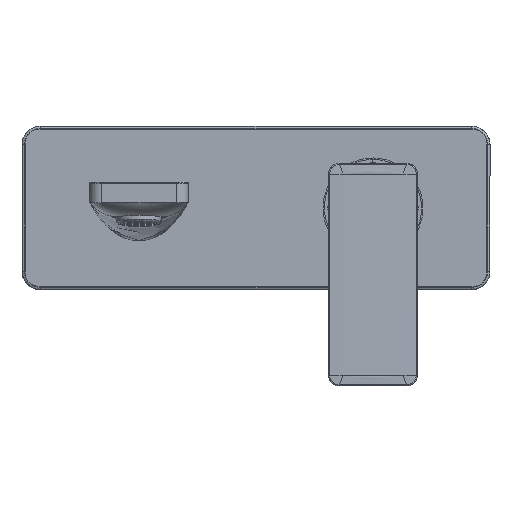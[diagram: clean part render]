
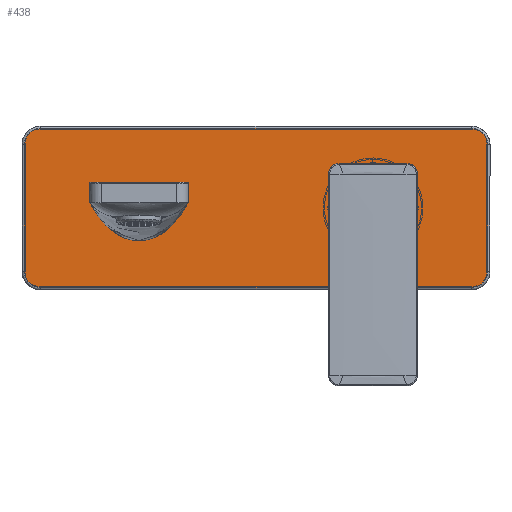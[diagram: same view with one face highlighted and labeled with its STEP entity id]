
A CAD part, front view. The second image highlights one B-rep face of the part: STEP entity #438.
In plain terms, the highlighted face is planar.
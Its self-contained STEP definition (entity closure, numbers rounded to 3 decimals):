
#438=ADVANCED_FACE('',(#2116,#1977,#1978),#24288,.T.);
#1977=FACE_BOUND('',#3659,.T.);
#1978=FACE_BOUND('',#3660,.T.);
#2116=FACE_OUTER_BOUND('',#3658,.T.);
#3658=EDGE_LOOP('',(#5356,#5357,#5358,#5359,#5360,#5361,#5362,#5363));
#3659=EDGE_LOOP('',(#5364,#5365));
#3660=EDGE_LOOP('',(#5366,#5367));
#5356=ORIENTED_EDGE('',*,*,#13401,.T.);
#5357=ORIENTED_EDGE('',*,*,#13326,.T.);
#5358=ORIENTED_EDGE('',*,*,#13407,.T.);
#5359=ORIENTED_EDGE('',*,*,#13325,.T.);
#5360=ORIENTED_EDGE('',*,*,#13320,.F.);
#5361=ORIENTED_EDGE('',*,*,#13324,.T.);
#5362=ORIENTED_EDGE('',*,*,#13420,.T.);
#5363=ORIENTED_EDGE('',*,*,#13323,.T.);
#5364=ORIENTED_EDGE('',*,*,#13342,.T.);
#5365=ORIENTED_EDGE('',*,*,#13338,.T.);
#5366=ORIENTED_EDGE('',*,*,#13332,.T.);
#5367=ORIENTED_EDGE('',*,*,#13328,.T.);
#13320=EDGE_CURVE('',#21332,#21333,#17313,.T.);
#13323=EDGE_CURVE('',#21336,#21334,#17914,.T.);
#13324=EDGE_CURVE('',#21332,#21337,#17915,.T.);
#13325=EDGE_CURVE('',#21338,#21333,#17916,.T.);
#13326=EDGE_CURVE('',#21335,#21339,#17917,.T.);
#13328=EDGE_CURVE('',#21342,#21343,#17316,.T.);
#13332=EDGE_CURVE('',#21343,#21342,#17319,.T.);
#13338=EDGE_CURVE('',#21340,#21341,#17320,.T.);
#13342=EDGE_CURVE('',#21341,#21340,#17323,.T.);
#13401=EDGE_CURVE('',#21334,#21335,#17364,.T.);
#13407=EDGE_CURVE('',#21339,#21338,#17369,.T.);
#13420=EDGE_CURVE('',#21337,#21336,#17375,.T.);
#17313=(
BOUNDED_CURVE()
B_SPLINE_CURVE(2,(#28902,#28903,#28904),.UNSPECIFIED.,.F.,.F.)
B_SPLINE_CURVE_WITH_KNOTS((3,3),(-10.996,0.),.UNSPECIFIED.)
CURVE()
GEOMETRIC_REPRESENTATION_ITEM()
RATIONAL_B_SPLINE_CURVE((1.,0.707,1.))
REPRESENTATION_ITEM('')
);
#17316=(
BOUNDED_CURVE()
B_SPLINE_CURVE(2,(#28921,#28922,#28923,#28924,#28925),.UNSPECIFIED.,.F.,
 .F.)
B_SPLINE_CURVE_WITH_KNOTS((3,2,3),(0.,30.238,60.476),
 .UNSPECIFIED.)
CURVE()
GEOMETRIC_REPRESENTATION_ITEM()
RATIONAL_B_SPLINE_CURVE((1.,0.707,1.,0.707,1.))
REPRESENTATION_ITEM('')
);
#17319=(
BOUNDED_CURVE()
B_SPLINE_CURVE(2,(#28938,#28939,#28940,#28941,#28942),.UNSPECIFIED.,.F.,
 .F.)
B_SPLINE_CURVE_WITH_KNOTS((3,2,3),(0.,30.238,60.476),
 .UNSPECIFIED.)
CURVE()
GEOMETRIC_REPRESENTATION_ITEM()
RATIONAL_B_SPLINE_CURVE((1.,0.707,1.,0.707,1.))
REPRESENTATION_ITEM('')
);
#17320=(
BOUNDED_CURVE()
B_SPLINE_CURVE(2,(#28953,#28954,#28955,#28956,#28957),.UNSPECIFIED.,.F.,
 .F.)
B_SPLINE_CURVE_WITH_KNOTS((3,2,3),(0.,11.938,23.876),
 .UNSPECIFIED.)
CURVE()
GEOMETRIC_REPRESENTATION_ITEM()
RATIONAL_B_SPLINE_CURVE((1.,0.707,1.,0.707,1.))
REPRESENTATION_ITEM('')
);
#17323=(
BOUNDED_CURVE()
B_SPLINE_CURVE(2,(#28970,#28971,#28972,#28973,#28974),.UNSPECIFIED.,.F.,
 .F.)
B_SPLINE_CURVE_WITH_KNOTS((3,2,3),(0.,11.938,23.876),
 .UNSPECIFIED.)
CURVE()
GEOMETRIC_REPRESENTATION_ITEM()
RATIONAL_B_SPLINE_CURVE((1.,0.707,1.,0.707,1.))
REPRESENTATION_ITEM('')
);
#17364=(
BOUNDED_CURVE()
B_SPLINE_CURVE(2,(#29163,#29164,#29165),.UNSPECIFIED.,.F.,.F.)
B_SPLINE_CURVE_WITH_KNOTS((3,3),(0.,10.996),.UNSPECIFIED.)
CURVE()
GEOMETRIC_REPRESENTATION_ITEM()
RATIONAL_B_SPLINE_CURVE((1.,0.707,1.))
REPRESENTATION_ITEM('')
);
#17369=(
BOUNDED_CURVE()
B_SPLINE_CURVE(2,(#29180,#29181,#29182),.UNSPECIFIED.,.F.,.F.)
B_SPLINE_CURVE_WITH_KNOTS((3,3),(0.,10.996),.UNSPECIFIED.)
CURVE()
GEOMETRIC_REPRESENTATION_ITEM()
RATIONAL_B_SPLINE_CURVE((1.,0.707,1.))
REPRESENTATION_ITEM('')
);
#17375=(
BOUNDED_CURVE()
B_SPLINE_CURVE(2,(#29212,#29213,#29214),.UNSPECIFIED.,.F.,.F.)
B_SPLINE_CURVE_WITH_KNOTS((3,3),(0.,10.996),.UNSPECIFIED.)
CURVE()
GEOMETRIC_REPRESENTATION_ITEM()
RATIONAL_B_SPLINE_CURVE((1.,0.707,1.))
REPRESENTATION_ITEM('')
);
#17914=B_SPLINE_CURVE_WITH_KNOTS('',1,(#28911,#28912),.UNSPECIFIED.,.F.,
 .F.,(2,2),(-184.,0.),.UNSPECIFIED.);
#17915=B_SPLINE_CURVE_WITH_KNOTS('',1,(#28913,#28914),.UNSPECIFIED.,.F.,
 .F.,(2,2),(-54.,0.),.UNSPECIFIED.);
#17916=B_SPLINE_CURVE_WITH_KNOTS('',1,(#28915,#28916),.UNSPECIFIED.,.F.,
 .F.,(2,2),(-184.,0.),.UNSPECIFIED.);
#17917=B_SPLINE_CURVE_WITH_KNOTS('',1,(#28917,#28918),.UNSPECIFIED.,.F.,
 .F.,(2,2),(-54.,0.),.UNSPECIFIED.);
#21332=VERTEX_POINT('',#28822);
#21333=VERTEX_POINT('',#28823);
#21334=VERTEX_POINT('',#28824);
#21335=VERTEX_POINT('',#28825);
#21336=VERTEX_POINT('',#28826);
#21337=VERTEX_POINT('',#28827);
#21338=VERTEX_POINT('',#28828);
#21339=VERTEX_POINT('',#28829);
#21340=VERTEX_POINT('',#28830);
#21341=VERTEX_POINT('',#28831);
#21342=VERTEX_POINT('',#28832);
#21343=VERTEX_POINT('',#28833);
#24288=PLANE('',#25457);
#25457=AXIS2_PLACEMENT_3D('',#27875,#26608,$);
#26608=DIRECTION('',(0.,1.,0.));
#27875=CARTESIAN_POINT('',(-118.92,6.5,40.92));
#28822=CARTESIAN_POINT('',(-99.,6.5,-27.));
#28823=CARTESIAN_POINT('',(-92.,6.5,-34.));
#28824=CARTESIAN_POINT('',(92.,6.5,34.));
#28825=CARTESIAN_POINT('',(99.,6.5,27.));
#28826=CARTESIAN_POINT('',(-92.,6.5,34.));
#28827=CARTESIAN_POINT('',(-99.,6.5,27.));
#28828=CARTESIAN_POINT('',(92.,6.5,-34.));
#28829=CARTESIAN_POINT('',(99.,6.5,-27.));
#28830=CARTESIAN_POINT('',(-42.4,6.5,0.));
#28831=CARTESIAN_POINT('',(-57.6,6.5,0.));
#28832=CARTESIAN_POINT('',(69.25,6.5,0.));
#28833=CARTESIAN_POINT('',(30.75,6.5,0.));
#28902=CARTESIAN_POINT('',(-99.,6.5,-27.));
#28903=CARTESIAN_POINT('',(-99.,6.5,-34.));
#28904=CARTESIAN_POINT('',(-92.,6.5,-34.));
#28911=CARTESIAN_POINT('',(-92.,6.5,34.));
#28912=CARTESIAN_POINT('',(92.,6.5,34.));
#28913=CARTESIAN_POINT('',(-99.,6.5,-27.));
#28914=CARTESIAN_POINT('',(-99.,6.5,27.));
#28915=CARTESIAN_POINT('',(92.,6.5,-34.));
#28916=CARTESIAN_POINT('',(-92.,6.5,-34.));
#28917=CARTESIAN_POINT('',(99.,6.5,27.));
#28918=CARTESIAN_POINT('',(99.,6.5,-27.));
#28921=CARTESIAN_POINT('',(69.25,6.5,0.));
#28922=CARTESIAN_POINT('',(69.25,6.5,19.25));
#28923=CARTESIAN_POINT('',(50.,6.5,19.25));
#28924=CARTESIAN_POINT('',(30.75,6.5,19.25));
#28925=CARTESIAN_POINT('',(30.75,6.5,0.));
#28938=CARTESIAN_POINT('',(30.75,6.5,0.));
#28939=CARTESIAN_POINT('',(30.75,6.5,-19.25));
#28940=CARTESIAN_POINT('',(50.,6.5,-19.25));
#28941=CARTESIAN_POINT('',(69.25,6.5,-19.25));
#28942=CARTESIAN_POINT('',(69.25,6.5,0.));
#28953=CARTESIAN_POINT('',(-42.4,6.5,0.));
#28954=CARTESIAN_POINT('',(-42.4,6.5,7.6));
#28955=CARTESIAN_POINT('',(-50.,6.5,7.6));
#28956=CARTESIAN_POINT('',(-57.6,6.5,7.6));
#28957=CARTESIAN_POINT('',(-57.6,6.5,0.));
#28970=CARTESIAN_POINT('',(-57.6,6.5,0.));
#28971=CARTESIAN_POINT('',(-57.6,6.5,-7.6));
#28972=CARTESIAN_POINT('',(-50.,6.5,-7.6));
#28973=CARTESIAN_POINT('',(-42.4,6.5,-7.6));
#28974=CARTESIAN_POINT('',(-42.4,6.5,0.));
#29163=CARTESIAN_POINT('',(92.,6.5,34.));
#29164=CARTESIAN_POINT('',(99.,6.5,34.));
#29165=CARTESIAN_POINT('',(99.,6.5,27.));
#29180=CARTESIAN_POINT('',(99.,6.5,-27.));
#29181=CARTESIAN_POINT('',(99.,6.5,-34.));
#29182=CARTESIAN_POINT('',(92.,6.5,-34.));
#29212=CARTESIAN_POINT('',(-99.,6.5,27.));
#29213=CARTESIAN_POINT('',(-99.,6.5,34.));
#29214=CARTESIAN_POINT('',(-92.,6.5,34.));
